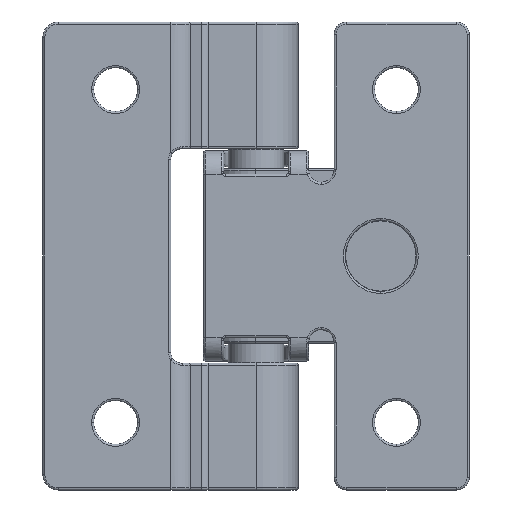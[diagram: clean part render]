
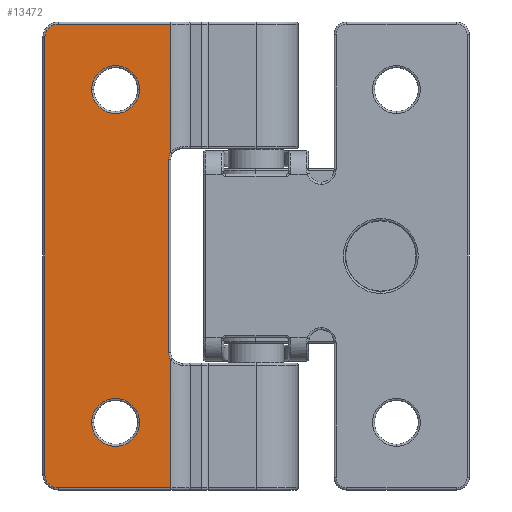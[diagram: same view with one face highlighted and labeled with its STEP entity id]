
A CAD part, front view. The second image highlights one B-rep face of the part: STEP entity #13472.
In plain terms, the highlighted planar face has unit normal (0, -1, 0).
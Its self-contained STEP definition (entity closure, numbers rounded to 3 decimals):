
#5892 = EDGE_CURVE ( 'NONE', #5894, #5964, #13967, .T. ) ;
#5894 = VERTEX_POINT ( 'NONE', #13973 ) ;
#5958 = VERTEX_POINT ( 'NONE', #13985 ) ;
#5964 = VERTEX_POINT ( 'NONE', #13986 ) ;
#6040 = VERTEX_POINT ( 'NONE', #14082 ) ;
#6067 = EDGE_CURVE ( 'NONE', #6040, #5958, #14170, .T. ) ;
#10107 = DIRECTION ( 'NONE',  ( 1., 0., 0. ) ) ;
#10117 = CIRCLE ( 'NONE', #11834, 1.3 ) ;
#10686 = CARTESIAN_POINT ( 'NONE',  ( -20.3, -7., -21. ) ) ;
#11813 = DIRECTION ( 'NONE',  ( 0., -1., 0. ) ) ;
#11814 = CARTESIAN_POINT ( 'NONE',  ( -19., -7., -21. ) ) ;
#11834 = AXIS2_PLACEMENT_3D ( 'NONE', #11814, #11813, #12452 ) ;
#11840 = CARTESIAN_POINT ( 'NONE',  ( -7., -7., -22.3 ) ) ;
#11841 = LINE ( 'NONE', #11840, #11869 ) ;
#11869 = VECTOR ( 'NONE', #10107, 1000. ) ;
#12396 = DIRECTION ( 'NONE',  ( -1., 0., 0. ) ) ;
#12398 = DIRECTION ( 'NONE',  ( 0., 1., 0. ) ) ;
#12399 = CARTESIAN_POINT ( 'NONE',  ( -7.186, -7., -9.3 ) ) ;
#12430 = CIRCLE ( 'NONE', #12440, 1.2 ) ;
#12440 = AXIS2_PLACEMENT_3D ( 'NONE', #12399, #12398, #12396 ) ;
#12452 = DIRECTION ( 'NONE',  ( -1., 0., 0. ) ) ;
#12604 = AXIS2_PLACEMENT_3D ( 'NONE', #12616, #12689, #12666 ) ;
#12616 = CARTESIAN_POINT ( 'NONE',  ( -7., -7., 22.5 ) ) ;
#12663 = CARTESIAN_POINT ( 'NONE',  ( -13.5, -7., -16. ) ) ;
#12666 = DIRECTION ( 'NONE',  ( -1., 0., 0. ) ) ;
#12675 = CIRCLE ( 'NONE', #12781, 2.3 ) ;
#12678 = FACE_OUTER_BOUND ( 'NONE', #13554, .T. ) ;
#12687 = FACE_BOUND ( 'NONE', #13471, .T. ) ;
#12689 = DIRECTION ( 'NONE',  ( 0., 1., 0. ) ) ;
#12690 = FACE_BOUND ( 'NONE', #13473, .T. ) ;
#12695 = PLANE ( 'NONE',  #12604 ) ;
#12725 = CARTESIAN_POINT ( 'NONE',  ( -8.186, -7., 22.5 ) ) ;
#12727 = LINE ( 'NONE', #12725, #12757 ) ;
#12757 = VECTOR ( 'NONE', #12866, 1000. ) ;
#12778 = DIRECTION ( 'NONE',  ( -1., 0., 0. ) ) ;
#12779 = DIRECTION ( 'NONE',  ( 0., 1., 0. ) ) ;
#12781 = AXIS2_PLACEMENT_3D ( 'NONE', #12663, #12779, #12778 ) ;
#12835 = CARTESIAN_POINT ( 'NONE',  ( -8.186, -7., 9.963 ) ) ;
#12859 = CARTESIAN_POINT ( 'NONE',  ( -8.186, -7., 22.3 ) ) ;
#12866 = DIRECTION ( 'NONE',  ( 0., 0., -1. ) ) ;
#12873 = CARTESIAN_POINT ( 'NONE',  ( -8.386, -7., 9.3 ) ) ;
#12875 = DIRECTION ( 'NONE',  ( 0., 0., 1. ) ) ;
#12876 = VECTOR ( 'NONE', #12875, 1000. ) ;
#12878 = CARTESIAN_POINT ( 'NONE',  ( -8.386, -7., 22.5 ) ) ;
#12879 = LINE ( 'NONE', #12878, #12876 ) ;
#12885 = CARTESIAN_POINT ( 'NONE',  ( -8.186, -7., 22.5 ) ) ;
#12887 = LINE ( 'NONE', #12885, #12958 ) ;
#12892 = AXIS2_PLACEMENT_3D ( 'NONE', #12894, #12969, #12968 ) ;
#12894 = CARTESIAN_POINT ( 'NONE',  ( -7.186, -7., 9.3 ) ) ;
#12924 = CIRCLE ( 'NONE', #12892, 1.2 ) ;
#12947 = DIRECTION ( 'NONE',  ( 0., 0., -1. ) ) ;
#12948 = VECTOR ( 'NONE', #12947, 1000. ) ;
#12950 = CARTESIAN_POINT ( 'NONE',  ( -20.3, -7., -21. ) ) ;
#12951 = LINE ( 'NONE', #12950, #12948 ) ;
#12956 = DIRECTION ( 'NONE',  ( 0., 0., -1. ) ) ;
#12958 = VECTOR ( 'NONE', #12956, 1000. ) ;
#12963 = CARTESIAN_POINT ( 'NONE',  ( -19., -7., -22.3 ) ) ;
#12968 = DIRECTION ( 'NONE',  ( -1., 0., 0. ) ) ;
#12969 = DIRECTION ( 'NONE',  ( 0., 1., 0. ) ) ;
#12974 = CARTESIAN_POINT ( 'NONE',  ( -8.186, -7., -22.3 ) ) ;
#13005 = CARTESIAN_POINT ( 'NONE',  ( -8.186, -7., -9.963 ) ) ;
#13471 = EDGE_LOOP ( 'NONE', ( #13557, #13556 ) ) ;
#13472 = ADVANCED_FACE ( 'NONE', ( #12690, #12687, #12678 ), #12695, .F. ) ;
#13473 = EDGE_LOOP ( 'NONE', ( #13474, #13475 ) ) ;
#13474 = ORIENTED_EDGE ( 'NONE', *, *, #6067, .T. ) ;
#13475 = ORIENTED_EDGE ( 'NONE', *, *, #13481, .T. ) ;
#13476 = ORIENTED_EDGE ( 'NONE', *, *, #13553, .T. ) ;
#13479 = ORIENTED_EDGE ( 'NONE', *, *, #13498, .F. ) ;
#13481 = EDGE_CURVE ( 'NONE', #5958, #6040, #12675, .T. ) ;
#13498 = EDGE_CURVE ( 'NONE', #13501, #13504, #12727, .T. ) ;
#13501 = VERTEX_POINT ( 'NONE', #12859 ) ;
#13504 = VERTEX_POINT ( 'NONE', #12835 ) ;
#13525 = EDGE_CURVE ( 'NONE', #13548, #13528, #12879, .T. ) ;
#13527 = ORIENTED_EDGE ( 'NONE', *, *, #13531, .T. ) ;
#13528 = VERTEX_POINT ( 'NONE', #12873 ) ;
#13531 = EDGE_CURVE ( 'NONE', #13528, #13504, #12924, .T. ) ;
#13532 = VERTEX_POINT ( 'NONE', #13005 ) ;
#13533 = VERTEX_POINT ( 'NONE', #12963 ) ;
#13534 = EDGE_CURVE ( 'NONE', #13532, #13537, #12887, .T. ) ;
#13535 = ORIENTED_EDGE ( 'NONE', *, *, #13525, .T. ) ;
#13536 = ORIENTED_EDGE ( 'NONE', *, *, #13534, .F. ) ;
#13537 = VERTEX_POINT ( 'NONE', #12974 ) ;
#13538 = ORIENTED_EDGE ( 'NONE', *, *, #13540, .T. ) ;
#13539 = ORIENTED_EDGE ( 'NONE', *, *, #13547, .T. ) ;
#13540 = EDGE_CURVE ( 'NONE', #13533, #13537, #11841, .T. ) ;
#13541 = EDGE_CURVE ( 'NONE', #13546, #13533, #10117, .T. ) ;
#13542 = EDGE_CURVE ( 'NONE', #13555, #13546, #12951, .T. ) ;
#13543 = ORIENTED_EDGE ( 'NONE', *, *, #13542, .T. ) ;
#13545 = ORIENTED_EDGE ( 'NONE', *, *, #13541, .T. ) ;
#13546 = VERTEX_POINT ( 'NONE', #10686 ) ;
#13547 = EDGE_CURVE ( 'NONE', #13532, #13548, #12430, .T. ) ;
#13548 = VERTEX_POINT ( 'NONE', #19057 ) ;
#13549 = EDGE_CURVE ( 'NONE', #13550, #13555, #19052, .T. ) ;
#13550 = VERTEX_POINT ( 'NONE', #19047 ) ;
#13551 = ORIENTED_EDGE ( 'NONE', *, *, #13549, .T. ) ;
#13552 = EDGE_CURVE ( 'NONE', #5964, #5894, #19045, .T. ) ;
#13553 = EDGE_CURVE ( 'NONE', #13501, #13550, #19038, .T. ) ;
#13554 = EDGE_LOOP ( 'NONE', ( #13479, #13476, #13551, #13543, #13545, #13538, #13536, #13539, #13535, #13527 ) ) ;
#13555 = VERTEX_POINT ( 'NONE', #19053 ) ;
#13556 = ORIENTED_EDGE ( 'NONE', *, *, #13552, .T. ) ;
#13557 = ORIENTED_EDGE ( 'NONE', *, *, #5892, .T. ) ;
#13962 = DIRECTION ( 'NONE',  ( -1., 0., 0. ) ) ;
#13963 = DIRECTION ( 'NONE',  ( 0., 1., 0. ) ) ;
#13964 = AXIS2_PLACEMENT_3D ( 'NONE', #13971, #13963, #13962 ) ;
#13967 = CIRCLE ( 'NONE', #13964, 2.3 ) ;
#13971 = CARTESIAN_POINT ( 'NONE',  ( -13.5, -7., 16. ) ) ;
#13973 = CARTESIAN_POINT ( 'NONE',  ( -15.8, -7., 16. ) ) ;
#13985 = CARTESIAN_POINT ( 'NONE',  ( -11.2, -7., -16. ) ) ;
#13986 = CARTESIAN_POINT ( 'NONE',  ( -11.2, -7., 16. ) ) ;
#14082 = CARTESIAN_POINT ( 'NONE',  ( -15.8, -7., -16. ) ) ;
#14131 = AXIS2_PLACEMENT_3D ( 'NONE', #14160, #14159, #14158 ) ;
#14158 = DIRECTION ( 'NONE',  ( -1., 0., 0. ) ) ;
#14159 = DIRECTION ( 'NONE',  ( 0., 1., 0. ) ) ;
#14160 = CARTESIAN_POINT ( 'NONE',  ( -13.5, -7., -16. ) ) ;
#14170 = CIRCLE ( 'NONE', #14131, 2.3 ) ;
#19035 = DIRECTION ( 'NONE',  ( -1., 0., 0. ) ) ;
#19036 = VECTOR ( 'NONE', #19035, 1000. ) ;
#19037 = CARTESIAN_POINT ( 'NONE',  ( -19., -7., 22.3 ) ) ;
#19038 = LINE ( 'NONE', #19037, #19036 ) ;
#19041 = DIRECTION ( 'NONE',  ( -1., 0., 0. ) ) ;
#19042 = DIRECTION ( 'NONE',  ( 0., 1., 0. ) ) ;
#19045 = CIRCLE ( 'NONE', #19055, 2.3 ) ;
#19047 = CARTESIAN_POINT ( 'NONE',  ( -19., -7., 22.3 ) ) ;
#19048 = DIRECTION ( 'NONE',  ( -1., 0., 0. ) ) ;
#19049 = DIRECTION ( 'NONE',  ( 0., -1., 0. ) ) ;
#19050 = CARTESIAN_POINT ( 'NONE',  ( -19., -7., 21. ) ) ;
#19051 = AXIS2_PLACEMENT_3D ( 'NONE', #19050, #19049, #19048 ) ;
#19052 = CIRCLE ( 'NONE', #19051, 1.3 ) ;
#19053 = CARTESIAN_POINT ( 'NONE',  ( -20.3, -7., 21. ) ) ;
#19055 = AXIS2_PLACEMENT_3D ( 'NONE', #19056, #19042, #19041 ) ;
#19056 = CARTESIAN_POINT ( 'NONE',  ( -13.5, -7., 16. ) ) ;
#19057 = CARTESIAN_POINT ( 'NONE',  ( -8.386, -7., -9.3 ) ) ;
